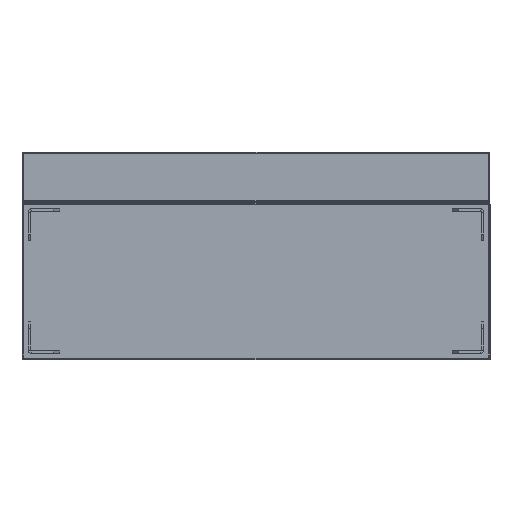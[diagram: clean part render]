
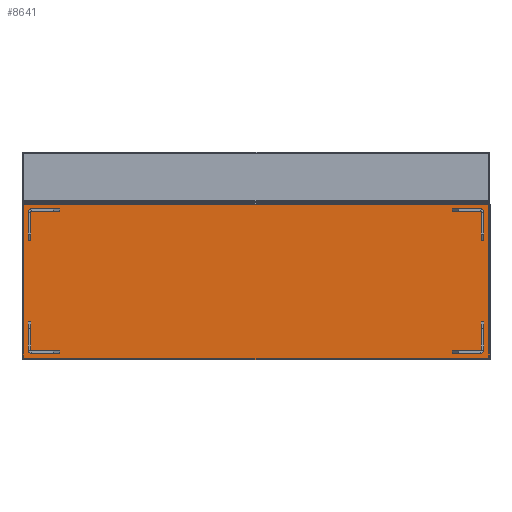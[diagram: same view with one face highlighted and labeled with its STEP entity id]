
A CAD part, front view. The second image highlights one B-rep face of the part: STEP entity #8641.
In plain terms, the highlighted free-form (B-spline) face has degree [1, 1] with [2, 2] control points.
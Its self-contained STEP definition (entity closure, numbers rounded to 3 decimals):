
#8499 = EDGE_CURVE('',#8500,#8502,#8504,.T.);
#8500 = VERTEX_POINT('',#8501);
#8501 = CARTESIAN_POINT('',(-402.187,43.188,
    265.386));
#8502 = VERTEX_POINT('',#8503);
#8503 = CARTESIAN_POINT('',(-402.187,43.188,
    -1.732));
#8504 = B_SPLINE_CURVE_WITH_KNOTS('',1,(#8505,#8506),.UNSPECIFIED.,.F.,
  .F.,(2,2),(0.,247.4),.PIECEWISE_BEZIER_KNOTS.);
#8505 = CARTESIAN_POINT('',(-402.187,43.188,
    265.386));
#8506 = CARTESIAN_POINT('',(-402.187,43.188,
    -1.732));
#8535 = EDGE_CURVE('',#8502,#8536,#8538,.T.);
#8536 = VERTEX_POINT('',#8537);
#8537 = CARTESIAN_POINT('',(402.187,43.188,
    -1.732));
#8538 = B_SPLINE_CURVE_WITH_KNOTS('',1,(#8539,#8540),.UNSPECIFIED.,.F.,
  .F.,(2,2),(0.,745.),.PIECEWISE_BEZIER_KNOTS.);
#8539 = CARTESIAN_POINT('',(-402.187,43.188,
    -1.732));
#8540 = CARTESIAN_POINT('',(402.187,43.188,
    -1.732));
#8563 = EDGE_CURVE('',#8536,#8564,#8566,.T.);
#8564 = VERTEX_POINT('',#8565);
#8565 = CARTESIAN_POINT('',(402.187,43.188,
    265.386));
#8566 = B_SPLINE_CURVE_WITH_KNOTS('',1,(#8567,#8568),.UNSPECIFIED.,.F.,
  .F.,(2,2),(0.,247.4),.PIECEWISE_BEZIER_KNOTS.);
#8567 = CARTESIAN_POINT('',(402.187,43.188,
    -1.732));
#8568 = CARTESIAN_POINT('',(402.187,43.188,
    265.386));
#8621 = EDGE_CURVE('',#8564,#8622,#8624,.T.);
#8622 = VERTEX_POINT('',#8623);
#8623 = CARTESIAN_POINT('',(400.46,43.188,
    265.386));
#8624 = B_SPLINE_CURVE_WITH_KNOTS('',1,(#8625,#8626),.UNSPECIFIED.,.F.,
  .F.,(2,2),(0.,1.6),.PIECEWISE_BEZIER_KNOTS.);
#8625 = CARTESIAN_POINT('',(402.187,43.188,
    265.386));
#8626 = CARTESIAN_POINT('',(400.46,43.188,
    265.386));
#8641 = ADVANCED_FACE('',(#8642),#8660,.T.);
#8642 = FACE_BOUND('',#8643,.T.);
#8643 = EDGE_LOOP('',(#8644,#8651,#8656,#8657,#8658,#8659));
#8644 = ORIENTED_EDGE('',*,*,#8645,.F.);
#8645 = EDGE_CURVE('',#8646,#8622,#8648,.T.);
#8646 = VERTEX_POINT('',#8647);
#8647 = CARTESIAN_POINT('',(-400.46,43.188,
    265.386));
#8648 = B_SPLINE_CURVE_WITH_KNOTS('',1,(#8649,#8650),.UNSPECIFIED.,.F.,
  .F.,(2,2),(-370.9,370.9),.PIECEWISE_BEZIER_KNOTS.);
#8649 = CARTESIAN_POINT('',(-400.46,43.188,
    265.386));
#8650 = CARTESIAN_POINT('',(400.46,43.188,
    265.386));
#8651 = ORIENTED_EDGE('',*,*,#8652,.T.);
#8652 = EDGE_CURVE('',#8646,#8500,#8653,.T.);
#8653 = B_SPLINE_CURVE_WITH_KNOTS('',1,(#8654,#8655),.UNSPECIFIED.,.F.,
  .F.,(2,2),(0.,1.6),.PIECEWISE_BEZIER_KNOTS.);
#8654 = CARTESIAN_POINT('',(-400.46,43.188,
    265.386));
#8655 = CARTESIAN_POINT('',(-402.187,43.188,
    265.386));
#8656 = ORIENTED_EDGE('',*,*,#8499,.T.);
#8657 = ORIENTED_EDGE('',*,*,#8535,.T.);
#8658 = ORIENTED_EDGE('',*,*,#8563,.T.);
#8659 = ORIENTED_EDGE('',*,*,#8621,.T.);
#8660 = B_SPLINE_SURFACE_WITH_KNOTS('',1,1,(
    (#8661,#8662)
    ,(#8663,#8664
  )),.UNSPECIFIED.,.F.,.F.,.F.,(2,2),(2,2),(-372.5,372.5),(0.,247.4),
  .PIECEWISE_BEZIER_KNOTS.);
#8661 = CARTESIAN_POINT('',(-402.187,43.188,
    -1.732));
#8662 = CARTESIAN_POINT('',(-402.187,43.188,
    265.386));
#8663 = CARTESIAN_POINT('',(402.187,43.188,
    -1.732));
#8664 = CARTESIAN_POINT('',(402.187,43.188,
    265.386));
